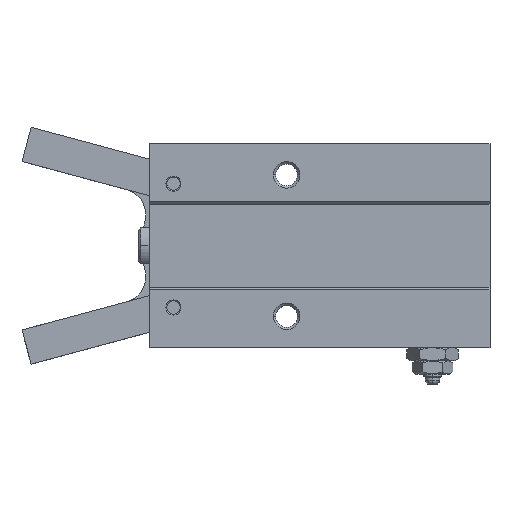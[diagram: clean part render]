
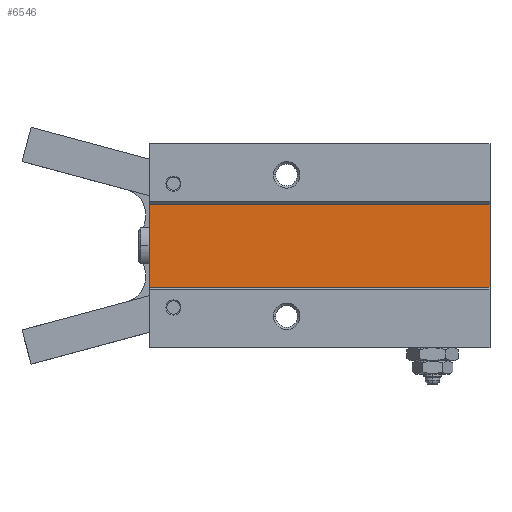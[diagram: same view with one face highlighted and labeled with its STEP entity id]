
A CAD part, top view. The second image highlights one B-rep face of the part: STEP entity #6546.
In plain terms, the highlighted planar face has unit normal (0, 0, 1).
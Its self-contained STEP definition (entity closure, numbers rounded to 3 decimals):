
#579 = EDGE_LOOP ( 'NONE', ( #11983, #9580, #3015, #1843 ) ) ;
#1145 = VERTEX_POINT ( 'NONE', #3459 ) ;
#1231 = CARTESIAN_POINT ( 'NONE',  ( 0., 4.7, 7.95 ) ) ;
#1234 = DIRECTION ( 'NONE',  ( 0., -1., 0. ) ) ;
#1563 = EDGE_CURVE ( 'NONE', #3487, #1145, #10945, .T. ) ;
#1843 = ORIENTED_EDGE ( 'NONE', *, *, #2139, .T. ) ;
#2139 = EDGE_CURVE ( 'NONE', #1145, #4700, #7178, .T. ) ;
#2408 = LINE ( 'NONE', #9546, #7143 ) ;
#2737 = VERTEX_POINT ( 'NONE', #1231 ) ;
#3007 = DIRECTION ( 'NONE',  ( 1., 0., 0. ) ) ;
#3015 = ORIENTED_EDGE ( 'NONE', *, *, #1563, .T. ) ;
#3409 = VECTOR ( 'NONE', #8023, 1000. ) ;
#3459 = CARTESIAN_POINT ( 'NONE',  ( -38.5, -4.7, 7.95 ) ) ;
#3487 = VERTEX_POINT ( 'NONE', #11775 ) ;
#3886 = DIRECTION ( 'NONE',  ( 1., 0., 0. ) ) ;
#4700 = VERTEX_POINT ( 'NONE', #7293 ) ;
#5218 = AXIS2_PLACEMENT_3D ( 'NONE', #5578, #12190, #6530 ) ;
#5506 = EDGE_CURVE ( 'NONE', #2737, #4700, #11111, .T. ) ;
#5578 = CARTESIAN_POINT ( 'NONE',  ( -38.5, 4.7, 7.95 ) ) ;
#6212 = CARTESIAN_POINT ( 'NONE',  ( -38.5, 4.7, 7.95 ) ) ;
#6491 = PLANE ( 'NONE',  #5218 ) ;
#6530 = DIRECTION ( 'NONE',  ( 1., 0., 0. ) ) ;
#6546 = ADVANCED_FACE ( 'NONE', ( #7372 ), #6491, .T. ) ;
#6770 = EDGE_CURVE ( 'NONE', #3487, #2737, #2408, .T. ) ;
#6820 = CARTESIAN_POINT ( 'NONE',  ( -38.5, -4.7, 7.95 ) ) ;
#7143 = VECTOR ( 'NONE', #3886, 1000. ) ;
#7178 = LINE ( 'NONE', #6820, #9677 ) ;
#7293 = CARTESIAN_POINT ( 'NONE',  ( 0., -4.7, 7.95 ) ) ;
#7372 = FACE_OUTER_BOUND ( 'NONE', #579, .T. ) ;
#8023 = DIRECTION ( 'NONE',  ( 0., -1., 0. ) ) ;
#8579 = VECTOR ( 'NONE', #1234, 1000. ) ;
#9546 = CARTESIAN_POINT ( 'NONE',  ( -38.5, 4.7, 7.95 ) ) ;
#9580 = ORIENTED_EDGE ( 'NONE', *, *, #6770, .F. ) ;
#9677 = VECTOR ( 'NONE', #3007, 1000. ) ;
#10945 = LINE ( 'NONE', #6212, #3409 ) ;
#11111 = LINE ( 'NONE', #11602, #8579 ) ;
#11602 = CARTESIAN_POINT ( 'NONE',  ( 0., 4.7, 7.95 ) ) ;
#11775 = CARTESIAN_POINT ( 'NONE',  ( -38.5, 4.7, 7.95 ) ) ;
#11983 = ORIENTED_EDGE ( 'NONE', *, *, #5506, .F. ) ;
#12190 = DIRECTION ( 'NONE',  ( 0., 0., 1. ) ) ;
